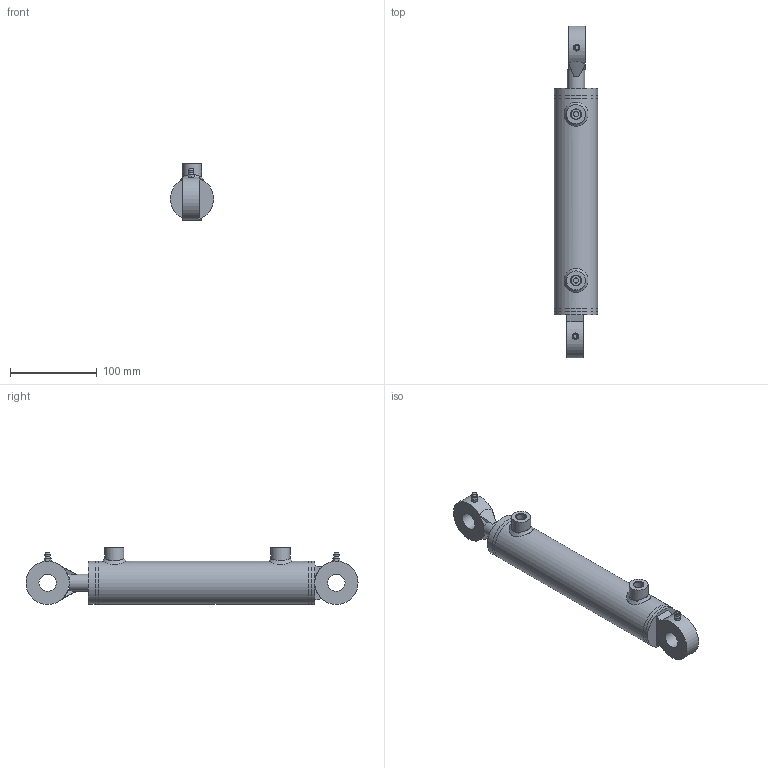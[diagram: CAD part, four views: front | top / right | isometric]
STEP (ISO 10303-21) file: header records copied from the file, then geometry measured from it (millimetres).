
FILE_DESCRIPTION(/* description */ (''),/* implementation_level */ '2;1');
FILE_NAME(/* name */ 'CY0400200150K20K20-1.stp',/* time_stamp */ '2022-06-07T10:12:23+02:00',/* author */ ('msn'),/* organization */ (''),/* preprocessor_version */ 'ST-DEVELOPER v19',/* originating_system */ 'Autodesk Inventor 2023',/* authorisation */ '');
FILE_SCHEMA (('AUTOMOTIVE_DESIGN { 1 0 10303 214 3 1 1 }'));
Length unit declared in the file: millimetre
Products named in the file (9): CY0400200150K20K20-1; CY0400200150K20K20-1_1; rør; end-plug; ind skrueing; stok; svejse bøsning; endestykke; CSN 02 7421 - M6coned short
Assembly tree (11 placements, depth 2):
  CY0400200150K20K20-1
    CY0400200150K20K20-1_1
    rør
    end-plug
    ind skrueing
    stok
    svejse bøsning  x2
    endestykke  x2
    CSN 02 7421 - M6coned short  x2
Bounding box: 50 x 383.5 x 65.82 mm (x, y, z)
Volume: 350691.6 mm3; surface area: 124980.7 mm2
Topology: 18 solids, 18 shells, 132 faces, 287 edges, 187 vertices
Faces by surface type: plane 50, cylinder 36, cone 36, bspline 4, torus 4, sphere 2
Full cylindrical faces by diameter (mm): 3 x2, 4.917 x2, 6 x4, 11.445 x2, 20 x4, 22 x4, 40 x2, 45 x1, 50 x7
Entity records: 4639 total; most frequent: CARTESIAN_POINT 2306, DIRECTION 437, ORIENTED_EDGE 396, EDGE_CURVE 198, AXIS2_PLACEMENT_3D 190, VERTEX_POINT 133, EDGE_LOOP 113, FACE_OUTER_BOUND 93
